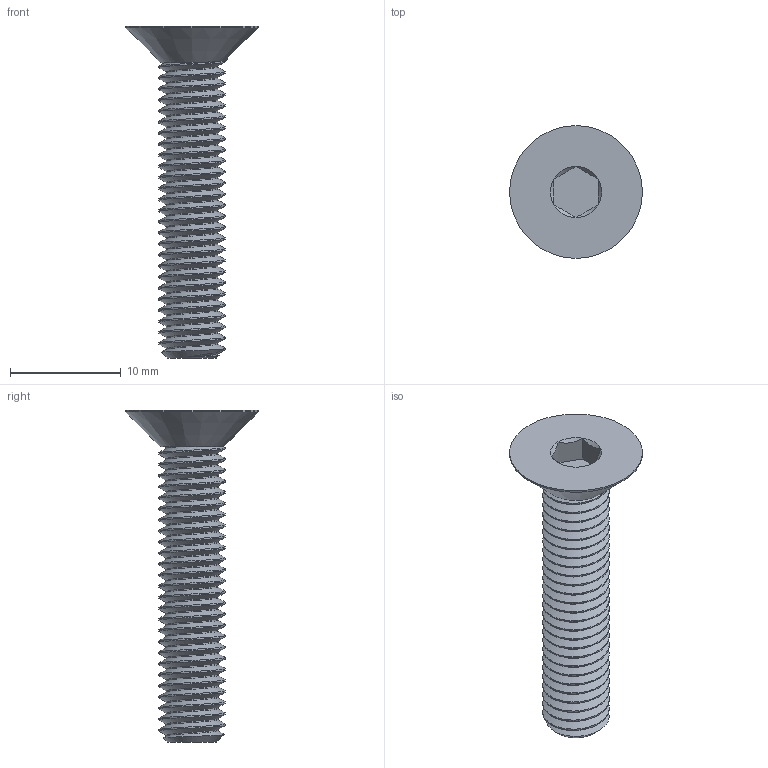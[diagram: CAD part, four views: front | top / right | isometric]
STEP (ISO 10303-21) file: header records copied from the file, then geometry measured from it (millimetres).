
FILE_DESCRIPTION(/* description */ ('STEP AP203'),/* implementation_level */ '2;1');
FILE_NAME(/* name */ 'screws_30mm_m6x1_ext.stp',/* time_stamp */ '2022-12-09T16:44:20+01:00',/* author */ ('Rik Ubaghs'),/* organization */ ('Managed by Terraform'),/* preprocessor_version */ 'ST-DEVELOPER v18.1',/* originating_system */ 'Autodesk Inventor 2021',/* authorisation */ '');
FILE_SCHEMA (('AUTOMOTIVE_DESIGN { 1 0 10303 214 3 1 1 }'));
Length unit declared in the file: millimetre
Products named in the file (1): screws_30mm_m6x1_ext
Bounding box: 12 x 12 x 30 mm (x, y, z)
Volume: 790.6 mm3; surface area: 1075.4 mm2
Topology: 1 solids, 1 shells, 76 faces, 209 edges, 136 vertices
Faces by surface type: cylinder 56, plane 10, cone 8, bspline 2
Full cylindrical faces by diameter (mm): 4.701 x26, 6 x25, 12 x1
Entity records: 10635 total; most frequent: CARTESIAN_POINT 8957, ORIENTED_EDGE 418, DIRECTION 256, EDGE_CURVE 209, VERTEX_POINT 136, AXIS2_PLACEMENT_3D 94, EDGE_LOOP 77, FACE_OUTER_BOUND 76
